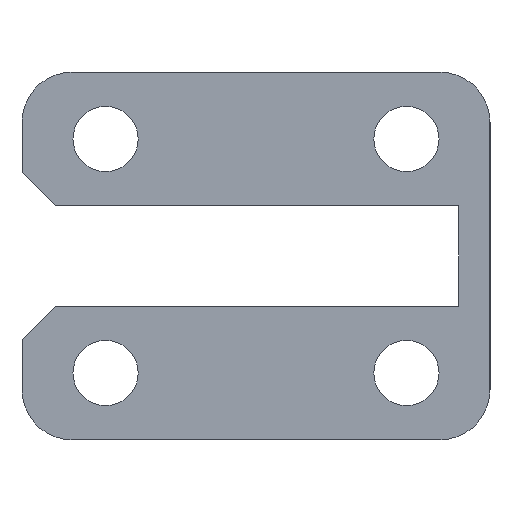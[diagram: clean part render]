
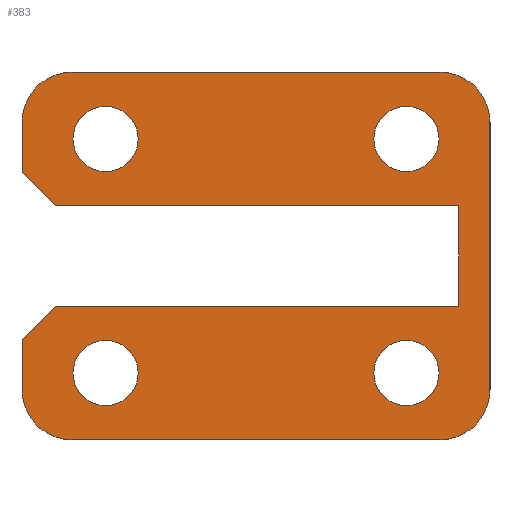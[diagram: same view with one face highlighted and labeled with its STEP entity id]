
A CAD part, front view. The second image highlights one B-rep face of the part: STEP entity #383.
In plain terms, the highlighted planar face has unit normal (0, -1, 0).
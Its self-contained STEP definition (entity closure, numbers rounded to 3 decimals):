
#23=FACE_BOUND('',#70,.T.);
#24=FACE_BOUND('',#71,.T.);
#25=FACE_BOUND('',#72,.T.);
#26=FACE_BOUND('',#73,.T.);
#31=CIRCLE('',#418,3.);
#32=CIRCLE('',#419,3.);
#33=CIRCLE('',#420,3.);
#34=CIRCLE('',#421,3.);
#35=CIRCLE('',#422,1.95);
#36=CIRCLE('',#423,1.95);
#37=CIRCLE('',#424,1.95);
#38=CIRCLE('',#425,1.95);
#49=FACE_OUTER_BOUND('',#69,.T.);
#69=EDGE_LOOP('',(#269,#270,#271,#272,#273,#274,#275,#276,#277,#278,#279,
#280,#281,#282));
#70=EDGE_LOOP('',(#283));
#71=EDGE_LOOP('',(#284));
#72=EDGE_LOOP('',(#285));
#73=EDGE_LOOP('',(#286));
#97=LINE('',#571,#135);
#99=LINE('',#575,#137);
#102=LINE('',#581,#140);
#103=LINE('',#585,#141);
#104=LINE('',#589,#142);
#105=LINE('',#593,#143);
#106=LINE('',#597,#144);
#107=LINE('',#599,#145);
#108=LINE('',#601,#146);
#109=LINE('',#602,#147);
#135=VECTOR('',#457,10.);
#137=VECTOR('',#461,10.);
#140=VECTOR('',#466,10.);
#141=VECTOR('',#469,10.);
#142=VECTOR('',#472,10.);
#143=VECTOR('',#475,10.);
#144=VECTOR('',#478,10.);
#145=VECTOR('',#479,10.);
#146=VECTOR('',#480,10.);
#147=VECTOR('',#481,10.);
#173=VERTEX_POINT('',#568);
#174=VERTEX_POINT('',#570);
#175=VERTEX_POINT('',#574);
#177=VERTEX_POINT('',#580);
#178=VERTEX_POINT('',#582);
#179=VERTEX_POINT('',#584);
#180=VERTEX_POINT('',#586);
#181=VERTEX_POINT('',#588);
#182=VERTEX_POINT('',#590);
#183=VERTEX_POINT('',#592);
#184=VERTEX_POINT('',#594);
#185=VERTEX_POINT('',#596);
#186=VERTEX_POINT('',#598);
#187=VERTEX_POINT('',#600);
#188=VERTEX_POINT('',#603);
#189=VERTEX_POINT('',#605);
#190=VERTEX_POINT('',#607);
#191=VERTEX_POINT('',#609);
#209=EDGE_CURVE('',#173,#174,#97,.T.);
#211=EDGE_CURVE('',#174,#175,#99,.T.);
#214=EDGE_CURVE('',#177,#173,#102,.T.);
#215=EDGE_CURVE('',#178,#177,#31,.T.);
#216=EDGE_CURVE('',#179,#178,#103,.T.);
#217=EDGE_CURVE('',#180,#179,#32,.T.);
#218=EDGE_CURVE('',#181,#180,#104,.T.);
#219=EDGE_CURVE('',#182,#181,#33,.T.);
#220=EDGE_CURVE('',#183,#182,#105,.T.);
#221=EDGE_CURVE('',#184,#183,#34,.T.);
#222=EDGE_CURVE('',#185,#184,#106,.T.);
#223=EDGE_CURVE('',#186,#185,#107,.T.);
#224=EDGE_CURVE('',#187,#186,#108,.T.);
#225=EDGE_CURVE('',#175,#187,#109,.T.);
#226=EDGE_CURVE('',#188,#188,#35,.T.);
#227=EDGE_CURVE('',#189,#189,#36,.T.);
#228=EDGE_CURVE('',#190,#190,#37,.T.);
#229=EDGE_CURVE('',#191,#191,#38,.T.);
#269=ORIENTED_EDGE('',*,*,#209,.F.);
#270=ORIENTED_EDGE('',*,*,#214,.F.);
#271=ORIENTED_EDGE('',*,*,#215,.F.);
#272=ORIENTED_EDGE('',*,*,#216,.F.);
#273=ORIENTED_EDGE('',*,*,#217,.F.);
#274=ORIENTED_EDGE('',*,*,#218,.F.);
#275=ORIENTED_EDGE('',*,*,#219,.F.);
#276=ORIENTED_EDGE('',*,*,#220,.F.);
#277=ORIENTED_EDGE('',*,*,#221,.F.);
#278=ORIENTED_EDGE('',*,*,#222,.F.);
#279=ORIENTED_EDGE('',*,*,#223,.F.);
#280=ORIENTED_EDGE('',*,*,#224,.F.);
#281=ORIENTED_EDGE('',*,*,#225,.F.);
#282=ORIENTED_EDGE('',*,*,#211,.F.);
#283=ORIENTED_EDGE('',*,*,#226,.F.);
#284=ORIENTED_EDGE('',*,*,#227,.F.);
#285=ORIENTED_EDGE('',*,*,#228,.F.);
#286=ORIENTED_EDGE('',*,*,#229,.F.);
#371=PLANE('',#417);
#383=ADVANCED_FACE('',(#49,#23,#24,#25,#26),#371,.F.);
#417=AXIS2_PLACEMENT_3D('',#579,#464,#465);
#418=AXIS2_PLACEMENT_3D('',#583,#467,#468);
#419=AXIS2_PLACEMENT_3D('',#587,#470,#471);
#420=AXIS2_PLACEMENT_3D('',#591,#473,#474);
#421=AXIS2_PLACEMENT_3D('',#595,#476,#477);
#422=AXIS2_PLACEMENT_3D('',#604,#482,#483);
#423=AXIS2_PLACEMENT_3D('',#606,#484,#485);
#424=AXIS2_PLACEMENT_3D('',#608,#486,#487);
#425=AXIS2_PLACEMENT_3D('',#610,#488,#489);
#457=DIRECTION('',(0.707,0.,0.707));
#461=DIRECTION('',(1.,0.,0.));
#464=DIRECTION('center_axis',(0.,1.,0.));
#465=DIRECTION('ref_axis',(0.,0.,1.));
#466=DIRECTION('',(0.,0.,1.));
#467=DIRECTION('center_axis',(0.,1.,0.));
#468=DIRECTION('ref_axis',(0.,0.,-1.));
#469=DIRECTION('',(-1.,0.,0.));
#470=DIRECTION('center_axis',(0.,1.,0.));
#471=DIRECTION('ref_axis',(1.,0.,0.));
#472=DIRECTION('',(0.,0.,-1.));
#473=DIRECTION('center_axis',(0.,1.,0.));
#474=DIRECTION('ref_axis',(0.,0.,1.));
#475=DIRECTION('',(1.,0.,0.));
#476=DIRECTION('center_axis',(0.,1.,0.));
#477=DIRECTION('ref_axis',(-1.,0.,0.));
#478=DIRECTION('',(0.,0.,1.));
#479=DIRECTION('',(-0.707,0.,0.707));
#480=DIRECTION('',(-1.,0.,0.));
#481=DIRECTION('',(0.,0.,1.));
#482=DIRECTION('center_axis',(0.,-1.,0.));
#483=DIRECTION('ref_axis',(1.,0.,0.));
#484=DIRECTION('center_axis',(0.,-1.,0.));
#485=DIRECTION('ref_axis',(1.,0.,0.));
#486=DIRECTION('center_axis',(0.,-1.,0.));
#487=DIRECTION('ref_axis',(1.,0.,0.));
#488=DIRECTION('center_axis',(0.,-1.,0.));
#489=DIRECTION('ref_axis',(1.,0.,0.));
#568=CARTESIAN_POINT('',(-27.975,-139.,126.));
#570=CARTESIAN_POINT('',(-25.975,-139.,128.));
#571=CARTESIAN_POINT('',(-22.725,-139.,131.25));
#574=CARTESIAN_POINT('',(-1.85,-139.,128.));
#575=CARTESIAN_POINT('',(-27.975,-139.,128.));
#579=CARTESIAN_POINT('Origin',(-13.975,-139.,131.));
#580=CARTESIAN_POINT('',(-27.975,-139.,123.));
#581=CARTESIAN_POINT('',(-27.975,-139.,123.));
#582=CARTESIAN_POINT('',(-24.975,-139.,120.));
#583=CARTESIAN_POINT('Origin',(-24.975,-139.,123.));
#584=CARTESIAN_POINT('',(-2.975,-139.,120.));
#585=CARTESIAN_POINT('',(-2.975,-139.,120.));
#586=CARTESIAN_POINT('',(0.025,-139.,123.));
#587=CARTESIAN_POINT('Origin',(-2.975,-139.,123.));
#588=CARTESIAN_POINT('',(0.025,-139.,139.));
#589=CARTESIAN_POINT('',(0.025,-139.,139.));
#590=CARTESIAN_POINT('',(-2.975,-139.,142.));
#591=CARTESIAN_POINT('Origin',(-2.975,-139.,139.));
#592=CARTESIAN_POINT('',(-24.975,-139.,142.));
#593=CARTESIAN_POINT('',(-24.975,-139.,142.));
#594=CARTESIAN_POINT('',(-27.975,-139.,139.));
#595=CARTESIAN_POINT('Origin',(-24.975,-139.,139.));
#596=CARTESIAN_POINT('',(-27.975,-139.,136.));
#597=CARTESIAN_POINT('',(-27.975,-139.,123.));
#598=CARTESIAN_POINT('',(-25.975,-139.,134.));
#599=CARTESIAN_POINT('',(-22.725,-139.,130.75));
#600=CARTESIAN_POINT('',(-1.85,-139.,134.));
#601=CARTESIAN_POINT('',(-1.85,-139.,134.));
#602=CARTESIAN_POINT('',(-1.85,-139.,128.));
#603=CARTESIAN_POINT('',(-24.925,-139.,124.));
#604=CARTESIAN_POINT('Origin',(-22.975,-139.,124.));
#605=CARTESIAN_POINT('',(-6.925,-139.,124.));
#606=CARTESIAN_POINT('Origin',(-4.975,-139.,124.));
#607=CARTESIAN_POINT('',(-6.925,-139.,138.));
#608=CARTESIAN_POINT('Origin',(-4.975,-139.,138.));
#609=CARTESIAN_POINT('',(-24.925,-139.,138.));
#610=CARTESIAN_POINT('Origin',(-22.975,-139.,138.));
